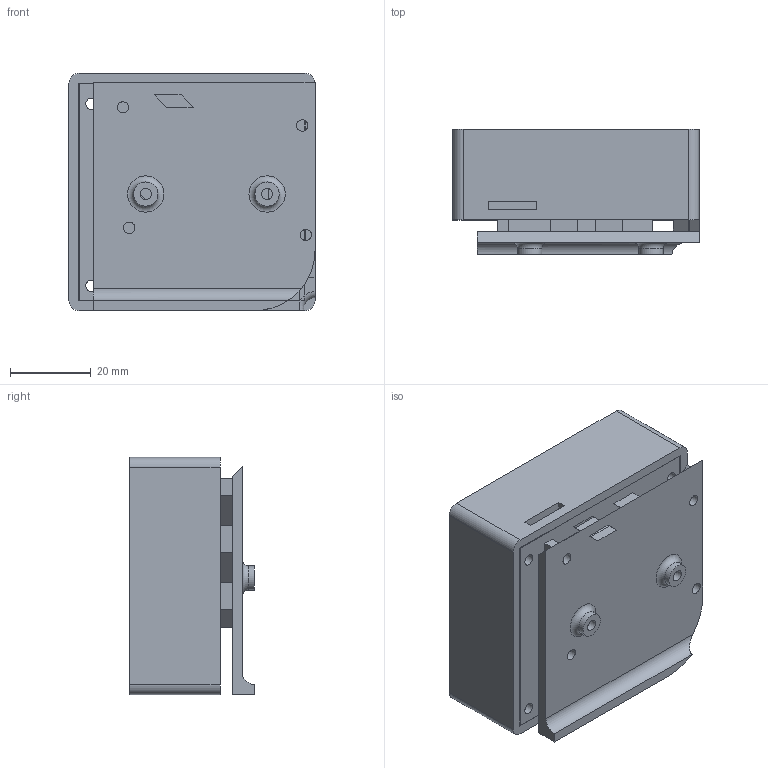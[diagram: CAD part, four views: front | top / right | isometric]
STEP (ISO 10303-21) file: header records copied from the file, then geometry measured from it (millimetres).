
FILE_DESCRIPTION(/* description */ ('','CAx-IF Rec.Pracs.---Representation and Presentation of Product Manufacturing Information (PMI)---4.0---2014-10-13'),/* implementation_level */ '2;1');
FILE_NAME(/* name */ 'iDryer orange pi zero 3 backpack v15.step',/* time_stamp */ '2025-03-06T11:43:29+03:00',/* author */ (''),/* organization */ (''),/* preprocessor_version */ 'ST-DEVELOPER v20',/* originating_system */ 'Autodesk Translation Framework v13.20.0.188',/* authorisation */ '');
FILE_SCHEMA (('AP242_MANAGED_MODEL_BASED_3D_ENGINEERING_MIM_LF { 1 0 10303 442 1 1 4 }'));
Length unit declared in the file: millimetre
Products named in the file (1): __x1 public EXT
Bounding box: 61 x 30.9 x 58.8 mm (x, y, z)
Volume: 35766.7 mm3; surface area: 31939.2 mm2
Topology: 3 solids, 3 shells, 322 faces, 894 edges, 587 vertices
Faces by surface type: plane 258, cylinder 60, torus 4
Full cylindrical faces by diameter (mm): 2.8 x16, 5.6 x4, 6 x2
Entity records: 10384 total; most frequent: CARTESIAN_POINT 1858, ORIENTED_EDGE 1788, DIRECTION 1689, EDGE_CURVE 894, LINE 727, VECTOR 727, VERTEX_POINT 587, AXIS2_PLACEMENT_3D 481
